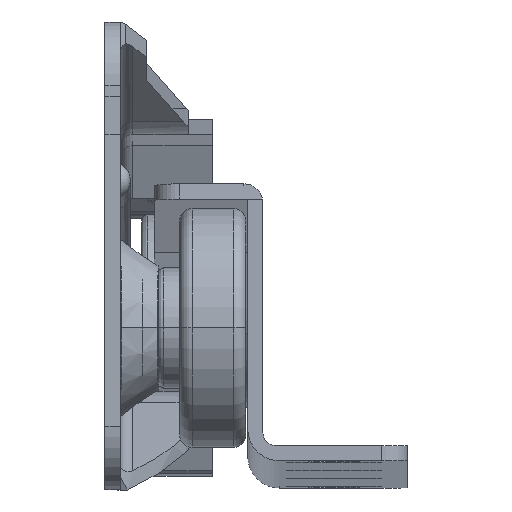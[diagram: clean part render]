
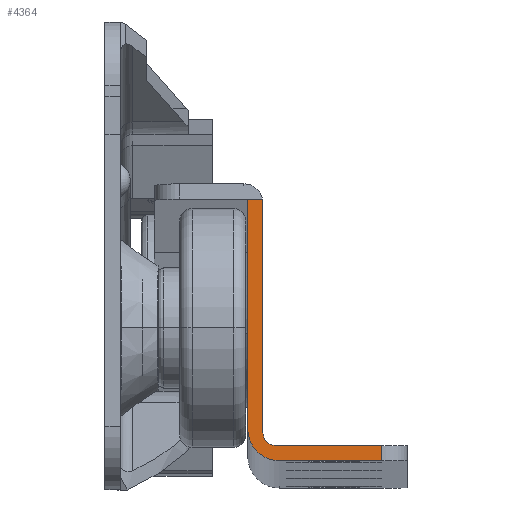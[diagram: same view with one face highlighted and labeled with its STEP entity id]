
A CAD part, top view. The second image highlights one B-rep face of the part: STEP entity #4364.
In plain terms, the highlighted planar face has unit normal (0, 0.002, 1).
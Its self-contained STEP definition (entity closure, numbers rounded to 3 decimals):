
#126 = CARTESIAN_POINT ( 'NONE',  ( -1.2, 1.3, 0. ) ) ;
#219 = DIRECTION ( 'NONE',  ( 1., 0., 0. ) ) ;
#597 = CIRCLE ( 'NONE', #7565, 2.5 ) ;
#951 = CARTESIAN_POINT ( 'NONE',  ( 9.4, 0., 0. ) ) ;
#1296 = ORIENTED_EDGE ( 'NONE', *, *, #12306, .T. ) ;
#1521 = EDGE_CURVE ( 'NONE', #4882, #12566, #2812, .T. ) ;
#1581 = LINE ( 'NONE', #2682, #10173 ) ;
#1682 = DIRECTION ( 'NONE',  ( -1., 0., 0. ) ) ;
#1863 = VERTEX_POINT ( 'NONE', #10557 ) ;
#2145 = CARTESIAN_POINT ( 'NONE',  ( -0.03, 19.497, 0. ) ) ;
#2260 = VERTEX_POINT ( 'NONE', #4880 ) ;
#2654 = LINE ( 'NONE', #10540, #12362 ) ;
#2682 = CARTESIAN_POINT ( 'NONE',  ( -1.2, -1.2, 0. ) ) ;
#2812 = LINE ( 'NONE', #951, #12574 ) ;
#2832 = CARTESIAN_POINT ( 'NONE',  ( 0., 19.497, 0. ) ) ;
#3027 = DIRECTION ( 'NONE',  ( 0., 0., 1. ) ) ;
#3088 = ORIENTED_EDGE ( 'NONE', *, *, #3595, .T. ) ;
#3533 = CARTESIAN_POINT ( 'NONE',  ( 1.3, -1.2, 0. ) ) ;
#3551 = AXIS2_PLACEMENT_3D ( 'NONE', #6884, #3027, #219 ) ;
#3595 = EDGE_CURVE ( 'NONE', #11578, #11128, #597, .T. ) ;
#3641 = AXIS2_PLACEMENT_3D ( 'NONE', #7086, #10220, #5266 ) ;
#3654 = CARTESIAN_POINT ( 'NONE',  ( 0., 19.298, 0. ) ) ;
#4298 = EDGE_CURVE ( 'NONE', #12566, #2260, #2654, .T. ) ;
#4364 = ADVANCED_FACE ( 'NONE', ( #11691 ), #6823, .T. ) ;
#4442 = CARTESIAN_POINT ( 'NONE',  ( -1.2, 19.497, 0. ) ) ;
#4618 = CARTESIAN_POINT ( 'NONE',  ( -0.01, 19.398, 0. ) ) ;
#4880 = CARTESIAN_POINT ( 'NONE',  ( 1., 0., 0. ) ) ;
#4882 = VERTEX_POINT ( 'NONE', #11285 ) ;
#5053 = ORIENTED_EDGE ( 'NONE', *, *, #8097, .T. ) ;
#5266 = DIRECTION ( 'NONE',  ( 1., 0., 0. ) ) ;
#5366 = ORIENTED_EDGE ( 'NONE', *, *, #4298, .T. ) ;
#5711 = LINE ( 'NONE', #10597, #8337 ) ;
#6118 = CIRCLE ( 'NONE', #3641, 1. ) ;
#6142 =( BOUNDED_CURVE ( )  B_SPLINE_CURVE ( 3, ( #7471, #3654, #4618, #11438 ),
 .UNSPECIFIED., .F., .T. ) 
 B_SPLINE_CURVE_WITH_KNOTS ( ( 4, 4 ),
 ( 1.571, 1.772 ),
 .UNSPECIFIED. ) 
 CURVE ( )  GEOMETRIC_REPRESENTATION_ITEM ( )  RATIONAL_B_SPLINE_CURVE ( ( 1., 0.997, 0.997, 1. ) ) 
 REPRESENTATION_ITEM ( '' )  );
#6586 = EDGE_CURVE ( 'NONE', #1863, #11424, #9255, .T. ) ;
#6669 = EDGE_CURVE ( 'NONE', #8856, #8151, #11430, .T. ) ;
#6823 = PLANE ( 'NONE',  #3551 ) ;
#6884 = CARTESIAN_POINT ( 'NONE',  ( 0., 0., 0. ) ) ;
#7086 = CARTESIAN_POINT ( 'NONE',  ( 1., 1., 0. ) ) ;
#7471 = CARTESIAN_POINT ( 'NONE',  ( 0., 19.197, 0. ) ) ;
#7565 = AXIS2_PLACEMENT_3D ( 'NONE', #10841, #10778, #11671 ) ;
#8097 = EDGE_CURVE ( 'NONE', #2260, #1863, #6118, .T. ) ;
#8151 = VERTEX_POINT ( 'NONE', #2145 ) ;
#8337 = VECTOR ( 'NONE', #8730, 1000. ) ;
#8362 = VECTOR ( 'NONE', #11679, 1000. ) ;
#8393 = DIRECTION ( 'NONE',  ( 1., 0., 0. ) ) ;
#8730 = DIRECTION ( 'NONE',  ( 0., -1., 0. ) ) ;
#8856 = VERTEX_POINT ( 'NONE', #4442 ) ;
#8933 = CARTESIAN_POINT ( 'NONE',  ( 0., 19.197, 0. ) ) ;
#8934 = CARTESIAN_POINT ( 'NONE',  ( 9.4, 0., 0. ) ) ;
#9255 = LINE ( 'NONE', #12505, #12657 ) ;
#9568 = ORIENTED_EDGE ( 'NONE', *, *, #10342, .T. ) ;
#9677 = DIRECTION ( 'NONE',  ( 0., 1., 0. ) ) ;
#9695 = DIRECTION ( 'NONE',  ( 0., 1., 0. ) ) ;
#10076 = ORIENTED_EDGE ( 'NONE', *, *, #6669, .F. ) ;
#10085 = ORIENTED_EDGE ( 'NONE', *, *, #6586, .T. ) ;
#10173 = VECTOR ( 'NONE', #8393, 1000. ) ;
#10220 = DIRECTION ( 'NONE',  ( 0., 0., -1. ) ) ;
#10342 = EDGE_CURVE ( 'NONE', #11128, #4882, #1581, .T. ) ;
#10380 = ORIENTED_EDGE ( 'NONE', *, *, #1521, .T. ) ;
#10449 = EDGE_LOOP ( 'NONE', ( #9568, #10380, #5366, #5053, #10085, #1296, #10076, #11151, #3088 ) ) ;
#10540 = CARTESIAN_POINT ( 'NONE',  ( 11.4, 0., 0. ) ) ;
#10557 = CARTESIAN_POINT ( 'NONE',  ( 0., 1., 0. ) ) ;
#10597 = CARTESIAN_POINT ( 'NONE',  ( -1.2, -1.2, 0. ) ) ;
#10778 = DIRECTION ( 'NONE',  ( 0., 0., 1. ) ) ;
#10841 = CARTESIAN_POINT ( 'NONE',  ( 1.3, 1.3, 0. ) ) ;
#11128 = VERTEX_POINT ( 'NONE', #3533 ) ;
#11151 = ORIENTED_EDGE ( 'NONE', *, *, #11286, .T. ) ;
#11285 = CARTESIAN_POINT ( 'NONE',  ( 9.4, -1.2, 0. ) ) ;
#11286 = EDGE_CURVE ( 'NONE', #8856, #11578, #5711, .T. ) ;
#11424 = VERTEX_POINT ( 'NONE', #8933 ) ;
#11430 = LINE ( 'NONE', #2832, #8362 ) ;
#11438 = CARTESIAN_POINT ( 'NONE',  ( -0.03, 19.497, 0. ) ) ;
#11578 = VERTEX_POINT ( 'NONE', #126 ) ;
#11671 = DIRECTION ( 'NONE',  ( 1., 0., 0. ) ) ;
#11679 = DIRECTION ( 'NONE',  ( 1., 0., 0. ) ) ;
#11691 = FACE_OUTER_BOUND ( 'NONE', #10449, .T. ) ;
#12306 = EDGE_CURVE ( 'NONE', #11424, #8151, #6142, .T. ) ;
#12362 = VECTOR ( 'NONE', #1682, 1000. ) ;
#12505 = CARTESIAN_POINT ( 'NONE',  ( 0., 20.7, 0. ) ) ;
#12566 = VERTEX_POINT ( 'NONE', #8934 ) ;
#12574 = VECTOR ( 'NONE', #9677, 1000. ) ;
#12657 = VECTOR ( 'NONE', #9695, 1000. ) ;
